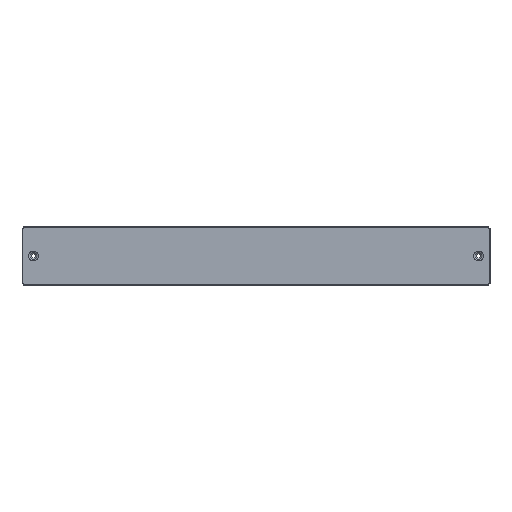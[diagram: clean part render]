
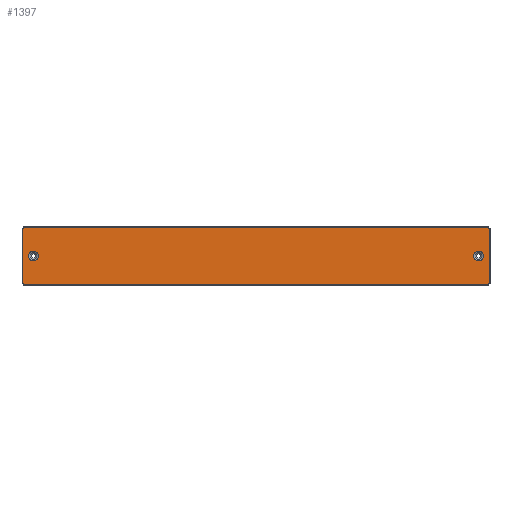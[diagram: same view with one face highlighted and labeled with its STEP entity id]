
A CAD part, top view. The second image highlights one B-rep face of the part: STEP entity #1397.
In plain terms, the highlighted planar face has unit normal (0, 0, 1).
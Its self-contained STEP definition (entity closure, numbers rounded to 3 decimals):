
#1 = DIRECTION ( 'NONE',  ( 0., 0., 1. ) ) ;
#13 = CARTESIAN_POINT ( 'NONE',  ( -395.8, 47.3, 0. ) ) ;
#20 = DIRECTION ( 'NONE',  ( 0., -1., 0. ) ) ;
#29 = CARTESIAN_POINT ( 'NONE',  ( 395.8, 47.3, 0. ) ) ;
#37 = CARTESIAN_POINT ( 'NONE',  ( -395.8, 49.5, 0. ) ) ;
#58 = DIRECTION ( 'NONE',  ( -1., 0., 0. ) ) ;
#60 = DIRECTION ( 'NONE',  ( -1., 0., 0. ) ) ;
#62 = AXIS2_PLACEMENT_3D ( 'NONE', #1905, #1422, #1715 ) ;
#68 = EDGE_CURVE ( 'NONE', #176, #776, #388, .T. ) ;
#136 = EDGE_CURVE ( 'NONE', #1344, #1344, #1147, .T. ) ;
#148 = CARTESIAN_POINT ( 'NONE',  ( -395.8, 47.3, 0. ) ) ;
#150 = VECTOR ( 'NONE', #1015, 1000. ) ;
#170 = VECTOR ( 'NONE', #20, 1000. ) ;
#176 = VERTEX_POINT ( 'NONE', #606 ) ;
#178 = PLANE ( 'NONE',  #62 ) ;
#183 = EDGE_LOOP ( 'NONE', ( #1398 ) ) ;
#211 = CARTESIAN_POINT ( 'NONE',  ( 399.204, 48.439, 0. ) ) ;
#220 = EDGE_CURVE ( 'NONE', #985, #863, #1859, .T. ) ;
#249 = LINE ( 'NONE', #685, #974 ) ;
#257 = EDGE_LOOP ( 'NONE', ( #1628, #739, #1877, #951, #1018, #1013, #772, #1275, #1875, #533, #1868, #383 ) ) ;
#270 = VERTEX_POINT ( 'NONE', #278 ) ;
#278 = CARTESIAN_POINT ( 'NONE',  ( -396.939, 47.3, 0. ) ) ;
#279 = CARTESIAN_POINT ( 'NONE',  ( 378.5, 0., 0. ) ) ;
#288 = VERTEX_POINT ( 'NONE', #589 ) ;
#292 = VECTOR ( 'NONE', #58, 1000. ) ;
#316 = DIRECTION ( 'NONE',  ( -1., 0., 0. ) ) ;
#360 = CARTESIAN_POINT ( 'NONE',  ( 398., -47.3, 0. ) ) ;
#374 = DIRECTION ( 'NONE',  ( -1., 0., 0. ) ) ;
#383 = ORIENTED_EDGE ( 'NONE', *, *, #810, .F. ) ;
#387 = EDGE_CURVE ( 'NONE', #1836, #1836, #749, .T. ) ;
#388 = LINE ( 'NONE', #211, #1491 ) ;
#396 = CARTESIAN_POINT ( 'NONE',  ( -378.5, 0., 0. ) ) ;
#398 = CARTESIAN_POINT ( 'NONE',  ( -395.8, -49.5, 0. ) ) ;
#442 = CARTESIAN_POINT ( 'NONE',  ( 395.8, -47.3, 0. ) ) ;
#477 = AXIS2_PLACEMENT_3D ( 'NONE', #396, #861, #1014 ) ;
#509 = AXIS2_PLACEMENT_3D ( 'NONE', #279, #1, #639 ) ;
#510 = VERTEX_POINT ( 'NONE', #1229 ) ;
#512 = VERTEX_POINT ( 'NONE', #1074 ) ;
#518 = CARTESIAN_POINT ( 'NONE',  ( 395.8, -47.3, 0. ) ) ;
#533 = ORIENTED_EDGE ( 'NONE', *, *, #1765, .T. ) ;
#561 = CARTESIAN_POINT ( 'NONE',  ( 395.8, -48.439, 0. ) ) ;
#567 = FACE_BOUND ( 'NONE', #1477, .T. ) ;
#573 = EDGE_CURVE ( 'NONE', #270, #1612, #1695, .T. ) ;
#589 = CARTESIAN_POINT ( 'NONE',  ( 396.939, -47.3, 0. ) ) ;
#595 = FACE_OUTER_BOUND ( 'NONE', #257, .T. ) ;
#606 = CARTESIAN_POINT ( 'NONE',  ( 395.8, 48.439, 0. ) ) ;
#614 = LINE ( 'NONE', #29, #1196 ) ;
#639 = DIRECTION ( 'NONE',  ( 0., 1., 0. ) ) ;
#685 = CARTESIAN_POINT ( 'NONE',  ( 396.939, 52.611, 0. ) ) ;
#694 = DIRECTION ( 'NONE',  ( 0., -1., 0. ) ) ;
#739 = ORIENTED_EDGE ( 'NONE', *, *, #220, .F. ) ;
#745 = EDGE_CURVE ( 'NONE', #288, #985, #790, .T. ) ;
#749 = CIRCLE ( 'NONE', #509, 8.443 ) ;
#772 = ORIENTED_EDGE ( 'NONE', *, *, #68, .T. ) ;
#776 = VERTEX_POINT ( 'NONE', #1474 ) ;
#782 = CARTESIAN_POINT ( 'NONE',  ( -395.8, -47.3, 0. ) ) ;
#790 = LINE ( 'NONE', #360, #928 ) ;
#810 = EDGE_CURVE ( 'NONE', #1685, #510, #1428, .T. ) ;
#842 = CARTESIAN_POINT ( 'NONE',  ( -395.8, -48.439, 0. ) ) ;
#861 = DIRECTION ( 'NONE',  ( 0., 0., 1. ) ) ;
#863 = VERTEX_POINT ( 'NONE', #561 ) ;
#876 = FACE_BOUND ( 'NONE', #183, .T. ) ;
#914 = DIRECTION ( 'NONE',  ( 1., 0., 0. ) ) ;
#924 = LINE ( 'NONE', #782, #1126 ) ;
#928 = VECTOR ( 'NONE', #60, 1000. ) ;
#951 = ORIENTED_EDGE ( 'NONE', *, *, #1053, .F. ) ;
#974 = VECTOR ( 'NONE', #694, 1000. ) ;
#983 = VERTEX_POINT ( 'NONE', #1318 ) ;
#985 = VERTEX_POINT ( 'NONE', #518 ) ;
#1013 = ORIENTED_EDGE ( 'NONE', *, *, #1546, .F. ) ;
#1014 = DIRECTION ( 'NONE',  ( 0., 1., 0. ) ) ;
#1015 = DIRECTION ( 'NONE',  ( 0., 1., 0. ) ) ;
#1017 = VECTOR ( 'NONE', #1158, 1000. ) ;
#1018 = ORIENTED_EDGE ( 'NONE', *, *, #1789, .F. ) ;
#1053 = EDGE_CURVE ( 'NONE', #1270, #288, #249, .T. ) ;
#1074 = CARTESIAN_POINT ( 'NONE',  ( 395.8, 47.3, 0. ) ) ;
#1118 = DIRECTION ( 'NONE',  ( 0., 1., 0. ) ) ;
#1126 = VECTOR ( 'NONE', #316, 1000. ) ;
#1147 = CIRCLE ( 'NONE', #477, 8.443 ) ;
#1158 = DIRECTION ( 'NONE',  ( 1., 0., 0. ) ) ;
#1196 = VECTOR ( 'NONE', #1882, 1000. ) ;
#1229 = CARTESIAN_POINT ( 'NONE',  ( -395.8, -47.3, 0. ) ) ;
#1270 = VERTEX_POINT ( 'NONE', #1392 ) ;
#1275 = ORIENTED_EDGE ( 'NONE', *, *, #1948, .F. ) ;
#1318 = CARTESIAN_POINT ( 'NONE',  ( -396.939, -47.3, 0. ) ) ;
#1344 = VERTEX_POINT ( 'NONE', #1986 ) ;
#1392 = CARTESIAN_POINT ( 'NONE',  ( 396.939, 47.3, 0. ) ) ;
#1397 = ADVANCED_FACE ( 'NONE', ( #595, #567, #876 ), #178, .F. ) ;
#1398 = ORIENTED_EDGE ( 'NONE', *, *, #136, .F. ) ;
#1422 = DIRECTION ( 'NONE',  ( 0., 0., -1. ) ) ;
#1428 = LINE ( 'NONE', #398, #150 ) ;
#1474 = CARTESIAN_POINT ( 'NONE',  ( -395.8, 48.439, 0. ) ) ;
#1477 = EDGE_LOOP ( 'NONE', ( #1604 ) ) ;
#1478 = EDGE_CURVE ( 'NONE', #510, #983, #924, .T. ) ;
#1491 = VECTOR ( 'NONE', #374, 1000. ) ;
#1492 = LINE ( 'NONE', #1621, #170 ) ;
#1518 = LINE ( 'NONE', #1653, #292 ) ;
#1531 = DIRECTION ( 'NONE',  ( 0., -1., 0. ) ) ;
#1546 = EDGE_CURVE ( 'NONE', #176, #512, #614, .T. ) ;
#1604 = ORIENTED_EDGE ( 'NONE', *, *, #387, .F. ) ;
#1605 = VECTOR ( 'NONE', #914, 1000. ) ;
#1612 = VERTEX_POINT ( 'NONE', #13 ) ;
#1621 = CARTESIAN_POINT ( 'NONE',  ( -396.939, 52.611, 0. ) ) ;
#1628 = ORIENTED_EDGE ( 'NONE', *, *, #1870, .F. ) ;
#1653 = CARTESIAN_POINT ( 'NONE',  ( 399.204, -48.439, 0. ) ) ;
#1685 = VERTEX_POINT ( 'NONE', #842 ) ;
#1695 = LINE ( 'NONE', #148, #1605 ) ;
#1715 = DIRECTION ( 'NONE',  ( -1., 0., 0. ) ) ;
#1731 = LINE ( 'NONE', #1977, #1017 ) ;
#1758 = LINE ( 'NONE', #37, #1988 ) ;
#1765 = EDGE_CURVE ( 'NONE', #270, #983, #1492, .T. ) ;
#1789 = EDGE_CURVE ( 'NONE', #512, #1270, #1731, .T. ) ;
#1829 = CARTESIAN_POINT ( 'NONE',  ( 378.5, 8.443, 0. ) ) ;
#1836 = VERTEX_POINT ( 'NONE', #1829 ) ;
#1859 = LINE ( 'NONE', #442, #1886 ) ;
#1868 = ORIENTED_EDGE ( 'NONE', *, *, #1478, .F. ) ;
#1870 = EDGE_CURVE ( 'NONE', #863, #1685, #1518, .T. ) ;
#1875 = ORIENTED_EDGE ( 'NONE', *, *, #573, .F. ) ;
#1877 = ORIENTED_EDGE ( 'NONE', *, *, #745, .F. ) ;
#1882 = DIRECTION ( 'NONE',  ( 0., -1., 0. ) ) ;
#1886 = VECTOR ( 'NONE', #1531, 1000. ) ;
#1905 = CARTESIAN_POINT ( 'NONE',  ( 0., 0., 0. ) ) ;
#1948 = EDGE_CURVE ( 'NONE', #1612, #776, #1758, .T. ) ;
#1977 = CARTESIAN_POINT ( 'NONE',  ( 398., 47.3, 0. ) ) ;
#1986 = CARTESIAN_POINT ( 'NONE',  ( -378.5, 8.443, 0. ) ) ;
#1988 = VECTOR ( 'NONE', #1118, 1000. ) ;
